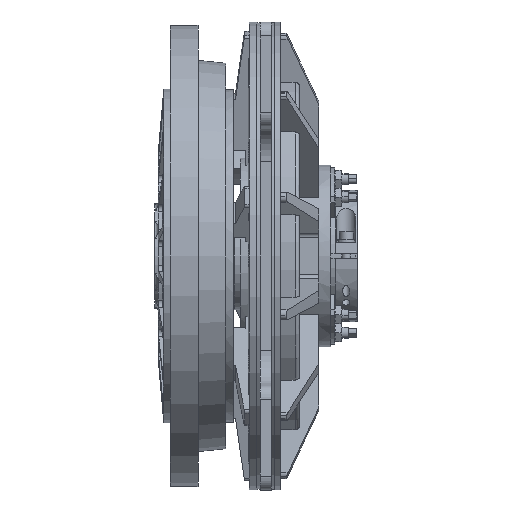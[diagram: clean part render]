
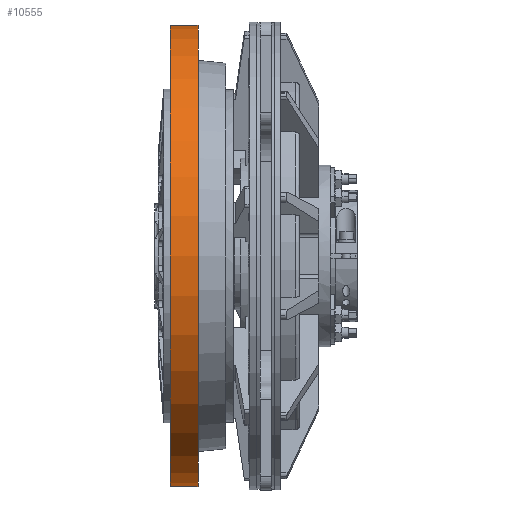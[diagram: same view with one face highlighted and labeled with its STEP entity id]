
A CAD part, front view. The second image highlights one B-rep face of the part: STEP entity #10555.
In plain terms, the highlighted cylindrical face has radius 165 mm (diameter 330 mm), a partial arc.
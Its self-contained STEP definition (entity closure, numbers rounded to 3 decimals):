
#2699 = DIRECTION ( 'NONE',  ( 0., 0., -1. ) ) ;
#2700 = DIRECTION ( 'NONE',  ( 1., 0., 0. ) ) ;
#2701 = AXIS2_PLACEMENT_3D ( 'NONE', #2703, #2700, #2699 ) ;
#2703 = CARTESIAN_POINT ( 'NONE',  ( 11., 0., 0. ) ) ;
#2704 = CYLINDRICAL_SURFACE ( 'NONE', #2701, 165. ) ;
#2705 = FACE_OUTER_BOUND ( 'NONE', #10730, .T. ) ;
#2839 = DIRECTION ( 'NONE',  ( 0., 0., 1. ) ) ;
#2840 = DIRECTION ( 'NONE',  ( -1., 0., 0. ) ) ;
#2841 = CARTESIAN_POINT ( 'NONE',  ( 11., 0., 0. ) ) ;
#2842 = AXIS2_PLACEMENT_3D ( 'NONE', #2841, #2840, #2839 ) ;
#2847 = CIRCLE ( 'NONE', #2842, 165. ) ;
#2955 = CARTESIAN_POINT ( 'NONE',  ( 31., 0., 0. ) ) ;
#2956 = CIRCLE ( 'NONE', #3016, 165. ) ;
#3014 = DIRECTION ( 'NONE',  ( 0., 0., 1. ) ) ;
#3015 = DIRECTION ( 'NONE',  ( -1., 0., 0. ) ) ;
#3016 = AXIS2_PLACEMENT_3D ( 'NONE', #2955, #3015, #3014 ) ;
#3295 = DIRECTION ( 'NONE',  ( 1., 0., 0. ) ) ;
#3296 = VECTOR ( 'NONE', #3295, 1000. ) ;
#3297 = CARTESIAN_POINT ( 'NONE',  ( 11., 0., 165. ) ) ;
#3298 = LINE ( 'NONE', #3297, #3296 ) ;
#3299 = CARTESIAN_POINT ( 'NONE',  ( 11., 0., -165. ) ) ;
#3323 = CARTESIAN_POINT ( 'NONE',  ( 11., 0., 165. ) ) ;
#3348 = DIRECTION ( 'NONE',  ( 1., 0., 0. ) ) ;
#3349 = VECTOR ( 'NONE', #3348, 1000. ) ;
#3350 = CARTESIAN_POINT ( 'NONE',  ( 11., 0., -165. ) ) ;
#3351 = LINE ( 'NONE', #3350, #3349 ) ;
#3352 = CARTESIAN_POINT ( 'NONE',  ( 31., 0., -165. ) ) ;
#3358 = CARTESIAN_POINT ( 'NONE',  ( 31., 0., 165. ) ) ;
#10555 = ADVANCED_FACE ( 'NONE', ( #2705 ), #2704, .T. ) ;
#10642 = ORIENTED_EDGE ( 'NONE', *, *, #10755, .T. ) ;
#10643 = ORIENTED_EDGE ( 'NONE', *, *, #10931, .T. ) ;
#10645 = EDGE_CURVE ( 'NONE', #10923, #10909, #2847, .T. ) ;
#10708 = ORIENTED_EDGE ( 'NONE', *, *, #10925, .F. ) ;
#10709 = ORIENTED_EDGE ( 'NONE', *, *, #10645, .F. ) ;
#10730 = EDGE_LOOP ( 'NONE', ( #10708, #10709, #10643, #10642 ) ) ;
#10755 = EDGE_CURVE ( 'NONE', #10929, #10926, #2956, .T. ) ;
#10909 = VERTEX_POINT ( 'NONE', #3323 ) ;
#10923 = VERTEX_POINT ( 'NONE', #3299 ) ;
#10925 = EDGE_CURVE ( 'NONE', #10909, #10926, #3298, .T. ) ;
#10926 = VERTEX_POINT ( 'NONE', #3358 ) ;
#10929 = VERTEX_POINT ( 'NONE', #3352 ) ;
#10931 = EDGE_CURVE ( 'NONE', #10923, #10929, #3351, .T. ) ;
